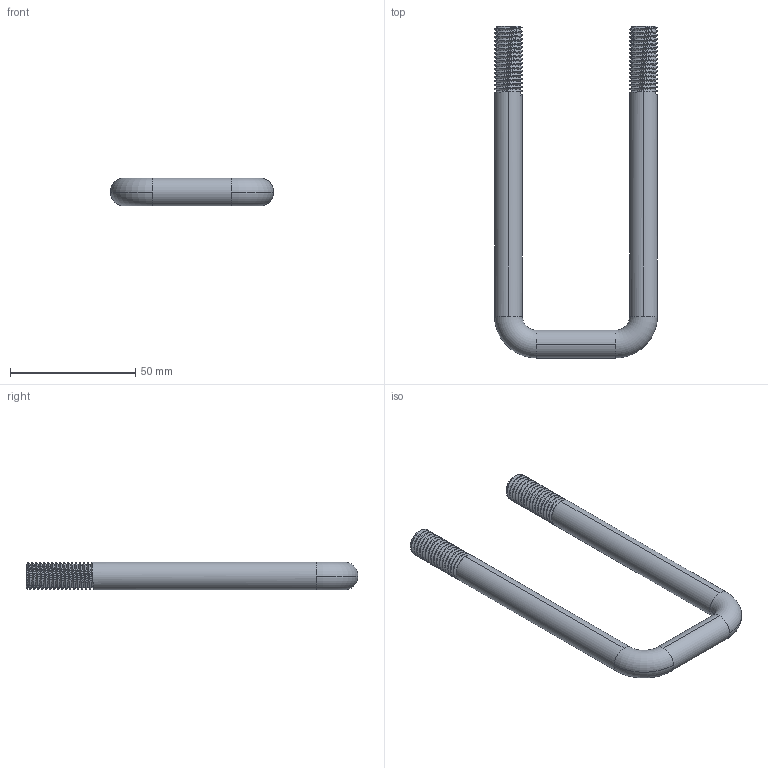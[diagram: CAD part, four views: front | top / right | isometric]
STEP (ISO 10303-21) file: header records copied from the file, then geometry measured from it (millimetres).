
FILE_DESCRIPTION (( 'STEP AP203' ), '1' );
FILE_NAME ('COPY OF U BOLT FOR 1.5 SQUARE AXLE X 1.75 SPRING^EYE TO EYE 5 LEAF 60MM SUSPENSION_REV_.step', '2025-08-17T04:50:37', ( '' ), ( '' ), 'SwSTEP 2.0', 'SolidWorks 2024', '' );
FILE_SCHEMA (( 'CONFIG_CONTROL_DESIGN' ));
Length unit declared in the file: millimetre
Products named in the file (1): COPY OF U BOLT FOR 1.5 SQUARE AXLE X 1.75 SPRING^EYE TO EYE 5 LEAF 60MM SUSPENSION_REV_
Bounding box: 65.08 x 132.55 x 11.1 mm (x, y, z)
Volume: 28023.7 mm3; surface area: 11459.9 mm2
Topology: 1 solids, 1 shells, 88 faces, 260 edges, 174 vertices
Faces by surface type: cylinder 70, bspline 6, torus 4, cone 4, plane 4
Entity records: 10337 total; most frequent: CARTESIAN_POINT 8299, ORIENTED_EDGE 520, DIRECTION 292, EDGE_CURVE 260, VERTEX_POINT 174, AXIS2_PLACEMENT_3D 109, EDGE_LOOP 88, FACE_OUTER_BOUND 88
